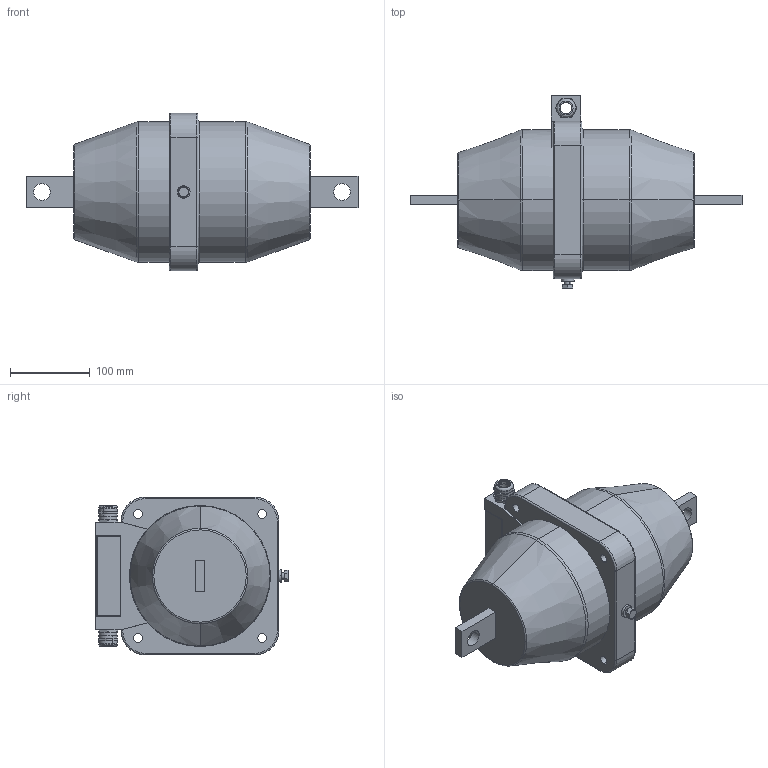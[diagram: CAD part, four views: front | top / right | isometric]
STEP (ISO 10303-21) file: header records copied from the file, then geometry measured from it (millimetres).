
FILE_DESCRIPTION (( 'STEP AP214' ), '1' );
FILE_NAME ('22107-021_ARM-10c_400-500A.STEP', '2026-01-24T16:11:19', ( '' ), ( '' ), 'SwSTEP 2.0', 'SolidWorks 2020', '' );
FILE_SCHEMA (( 'AUTOMOTIVE_DESIGN' ));
Length unit declared in the file: millimetre
Products named in the file (1): 22107-021_ARM-10c_400-500A
Bounding box: 417 x 242.8 x 198 mm (x, y, z)
Volume: 6773317.6 mm3; surface area: 266099.2 mm2
Topology: 1 solids, 4 shells, 834 faces, 2322 edges, 1499 vertices
Faces by surface type: plane 397, bspline 168, cylinder 153, torus 82, cone 34
Entity records: 29475 total; most frequent: CARTESIAN_POINT 7894, ORIENTED_EDGE 4640, DIRECTION 3564, EDGE_CURVE 2320, VERTEX_POINT 1499, AXIS2_PLACEMENT_3D 1219, LINE 1126, VECTOR 1126
